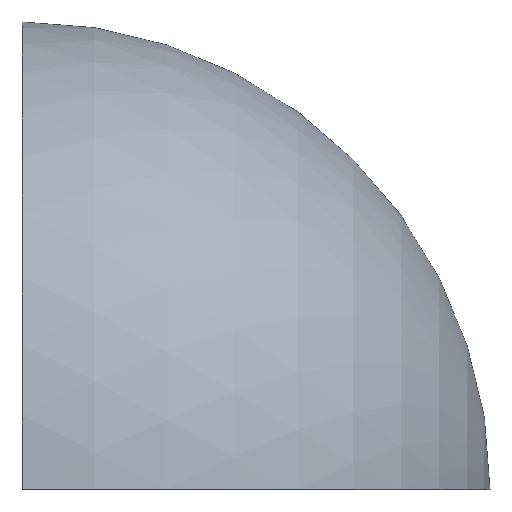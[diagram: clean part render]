
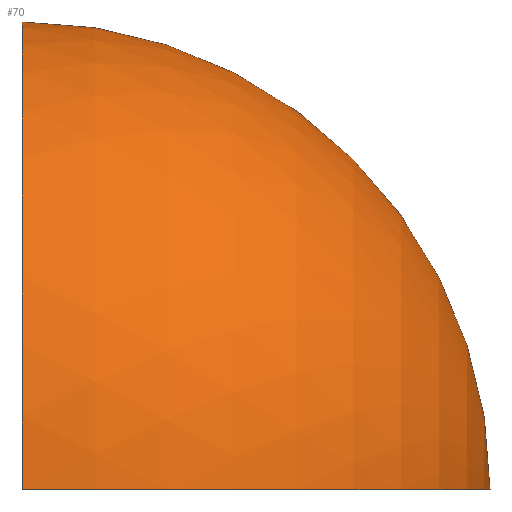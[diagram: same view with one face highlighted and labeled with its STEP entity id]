
A CAD part, top view. The second image highlights one B-rep face of the part: STEP entity #70.
In plain terms, the highlighted spherical face has radius 21.336 mm.
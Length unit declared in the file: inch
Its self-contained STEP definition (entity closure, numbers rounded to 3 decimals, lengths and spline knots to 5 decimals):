
#1 = DIRECTION ( 'NONE',  ( 0., 0., 1. ) ) ;
#21 = ORIENTED_EDGE ( 'NONE', *, *, #200, .T. ) ;
#24 = VERTEX_POINT ( 'NONE', #179 ) ;
#34 = CARTESIAN_POINT ( 'NONE',  ( 0., -0.84, 0. ) ) ;
#38 = AXIS2_PLACEMENT_3D ( 'NONE', #34, #47, #107 ) ;
#47 = DIRECTION ( 'NONE',  ( -1., 0., 0. ) ) ;
#49 = CARTESIAN_POINT ( 'NONE',  ( 0., -0.84, 0. ) ) ;
#52 = VERTEX_POINT ( 'NONE', #54 ) ;
#54 = CARTESIAN_POINT ( 'NONE',  ( 0., -0.84, 0.84 ) ) ;
#66 = AXIS2_PLACEMENT_3D ( 'NONE', #112, #97, #73 ) ;
#70 = ADVANCED_FACE ( 'NONE', ( #139 ), #203, .T. ) ;
#73 = DIRECTION ( 'NONE',  ( 0., 0., 1. ) ) ;
#88 = DIRECTION ( 'NONE',  ( 0., 1., 0. ) ) ;
#89 = ORIENTED_EDGE ( 'NONE', *, *, #173, .F. ) ;
#96 = ORIENTED_EDGE ( 'NONE', *, *, #206, .T. ) ;
#97 = DIRECTION ( 'NONE',  ( 1., 0., 0. ) ) ;
#99 = AXIS2_PLACEMENT_3D ( 'NONE', #49, #88, #148 ) ;
#104 = AXIS2_PLACEMENT_3D ( 'NONE', #111, #1, #155 ) ;
#107 = DIRECTION ( 'NONE',  ( 0., 0., -1. ) ) ;
#111 = CARTESIAN_POINT ( 'NONE',  ( 0., -0.84, 0. ) ) ;
#112 = CARTESIAN_POINT ( 'NONE',  ( 0., -0.84, 0. ) ) ;
#139 = FACE_OUTER_BOUND ( 'NONE', #188, .T. ) ;
#148 = DIRECTION ( 'NONE',  ( 0., 0., 1. ) ) ;
#151 = VERTEX_POINT ( 'NONE', #160 ) ;
#155 = DIRECTION ( 'NONE',  ( -1., 0., 0. ) ) ;
#160 = CARTESIAN_POINT ( 'NONE',  ( 0., 0., 0. ) ) ;
#170 = CIRCLE ( 'NONE', #38, 0.84 ) ;
#173 = EDGE_CURVE ( 'NONE', #52, #151, #170, .T. ) ;
#179 = CARTESIAN_POINT ( 'NONE',  ( 0.84, -0.84, 0. ) ) ;
#188 = EDGE_LOOP ( 'NONE', ( #96, #21, #89 ) ) ;
#200 = EDGE_CURVE ( 'NONE', #24, #151, #202, .T. ) ;
#201 = CIRCLE ( 'NONE', #99, 0.84 ) ;
#202 = CIRCLE ( 'NONE', #104, 0.84 ) ;
#203 = SPHERICAL_SURFACE ( 'NONE', #66, 0.84 ) ;
#206 = EDGE_CURVE ( 'NONE', #52, #24, #201, .T. ) ;
